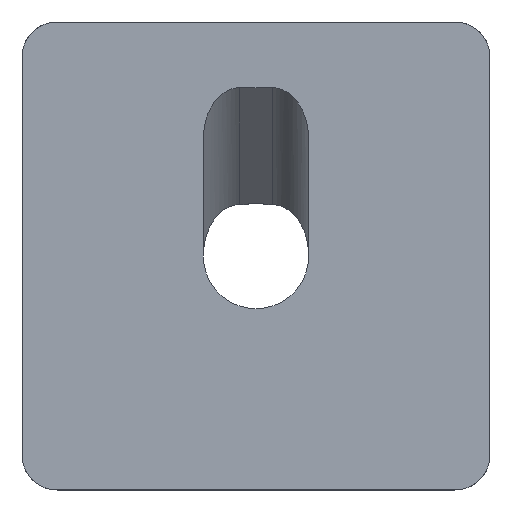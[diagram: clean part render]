
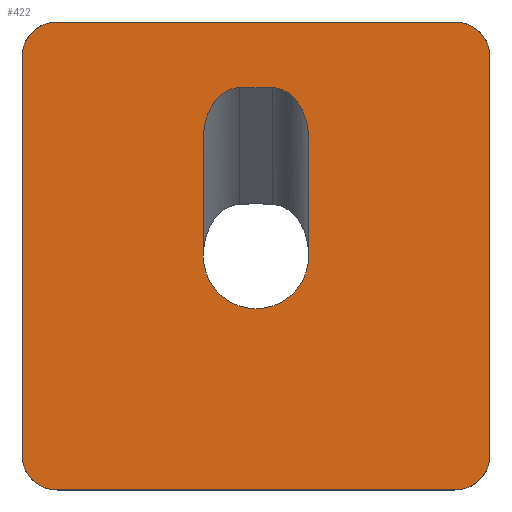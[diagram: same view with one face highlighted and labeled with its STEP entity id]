
A CAD part, front view. The second image highlights one B-rep face of the part: STEP entity #422.
In plain terms, the highlighted planar face has unit normal (0, -1, 0).
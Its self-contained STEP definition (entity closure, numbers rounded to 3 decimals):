
#8 = AXIS2_PLACEMENT_3D ( 'NONE', #745, #986, #423 ) ;
#9 = CARTESIAN_POINT ( 'NONE',  ( 0., 0., -4.5 ) ) ;
#12 = DIRECTION ( 'NONE',  ( 1., 0., 0. ) ) ;
#14 = EDGE_CURVE ( 'NONE', #709, #97, #128, .T. ) ;
#23 = DIRECTION ( 'NONE',  ( 0., 0., -1. ) ) ;
#37 = CARTESIAN_POINT ( 'NONE',  ( 20., 0., -17. ) ) ;
#43 = CARTESIAN_POINT ( 'NONE',  ( 0., 0., 0. ) ) ;
#52 = VERTEX_POINT ( 'NONE', #580 ) ;
#53 = AXIS2_PLACEMENT_3D ( 'NONE', #504, #339, #23 ) ;
#59 = CARTESIAN_POINT ( 'NONE',  ( -4.5, 0., 10. ) ) ;
#63 = DIRECTION ( 'NONE',  ( -1., 0., 0. ) ) ;
#64 = DIRECTION ( 'NONE',  ( 0., 0., 1. ) ) ;
#82 = ORIENTED_EDGE ( 'NONE', *, *, #650, .F. ) ;
#96 = EDGE_CURVE ( 'NONE', #573, #52, #766, .T. ) ;
#97 = VERTEX_POINT ( 'NONE', #196 ) ;
#111 = VERTEX_POINT ( 'NONE', #126 ) ;
#112 = CARTESIAN_POINT ( 'NONE',  ( 1.4, 0., 14.384 ) ) ;
#114 = EDGE_CURVE ( 'NONE', #849, #789, #714, .T. ) ;
#120 = VERTEX_POINT ( 'NONE', #922 ) ;
#126 = CARTESIAN_POINT ( 'NONE',  ( -17., 0., -20. ) ) ;
#128 = CIRCLE ( 'NONE', #53, 3. ) ;
#129 = VERTEX_POINT ( 'NONE', #925 ) ;
#133 = CARTESIAN_POINT ( 'NONE',  ( 17., 0., -17. ) ) ;
#147 = ORIENTED_EDGE ( 'NONE', *, *, #114, .F. ) ;
#150 = EDGE_LOOP ( 'NONE', ( #525, #560, #624, #470, #381, #147, #202 ) ) ;
#179 = CARTESIAN_POINT ( 'NONE',  ( -20., 0., 17. ) ) ;
#180 = DIRECTION ( 'NONE',  ( 0., 1., 0. ) ) ;
#196 = CARTESIAN_POINT ( 'NONE',  ( 20., 0., 17. ) ) ;
#202 = ORIENTED_EDGE ( 'NONE', *, *, #568, .F. ) ;
#205 = VERTEX_POINT ( 'NONE', #298 ) ;
#214 = VERTEX_POINT ( 'NONE', #59 ) ;
#232 = CARTESIAN_POINT ( 'NONE',  ( 1.4, 0., 14.384 ) ) ;
#234 = EDGE_CURVE ( 'NONE', #129, #757, #961, .T. ) ;
#238 = CARTESIAN_POINT ( 'NONE',  ( 4.5, 0., 12.568 ) ) ;
#239 = VECTOR ( 'NONE', #64, 1000. ) ;
#246 = AXIS2_PLACEMENT_3D ( 'NONE', #562, #711, #1026 ) ;
#247 = PLANE ( 'NONE',  #309 ) ;
#253 =( BOUNDED_CURVE ( )  B_SPLINE_CURVE ( 3, ( #946, #471, #464, #538 ),
 .UNSPECIFIED., .F., .T. ) 
 B_SPLINE_CURVE_WITH_KNOTS ( ( 4, 4 ),
 ( 3.142, 4.712 ),
 .UNSPECIFIED. ) 
 CURVE ( )  GEOMETRIC_REPRESENTATION_ITEM ( )  RATIONAL_B_SPLINE_CURVE ( ( 1., 0.805, 0.805, 1. ) ) 
 REPRESENTATION_ITEM ( '' )  );
#277 = CIRCLE ( 'NONE', #8, 3. ) ;
#285 = DIRECTION ( 'NONE',  ( -1., 0., 0. ) ) ;
#298 = CARTESIAN_POINT ( 'NONE',  ( -20., 0., 17. ) ) ;
#305 = EDGE_CURVE ( 'NONE', #1022, #111, #848, .T. ) ;
#309 = AXIS2_PLACEMENT_3D ( 'NONE', #808, #649, #583 ) ;
#318 = ORIENTED_EDGE ( 'NONE', *, *, #941, .F. ) ;
#319 = EDGE_CURVE ( 'NONE', #789, #129, #644, .T. ) ;
#325 = VECTOR ( 'NONE', #672, 1000. ) ;
#326 = FACE_OUTER_BOUND ( 'NONE', #449, .T. ) ;
#334 = CARTESIAN_POINT ( 'NONE',  ( -17., 0., 20. ) ) ;
#337 = LINE ( 'NONE', #883, #366 ) ;
#339 = DIRECTION ( 'NONE',  ( 0., 1., 0. ) ) ;
#366 = VECTOR ( 'NONE', #12, 1000. ) ;
#370 = DIRECTION ( 'NONE',  ( 0., 0., -1. ) ) ;
#381 = ORIENTED_EDGE ( 'NONE', *, *, #319, .F. ) ;
#384 = AXIS2_PLACEMENT_3D ( 'NONE', #43, #841, #370 ) ;
#421 = DIRECTION ( 'NONE',  ( 0., 0., 1. ) ) ;
#422 = ADVANCED_FACE ( 'NONE', ( #622, #326 ), #247, .F. ) ;
#423 = DIRECTION ( 'NONE',  ( 0., 0., -1. ) ) ;
#441 =( BOUNDED_CURVE ( )  B_SPLINE_CURVE ( 3, ( #724, #238, #475, #232 ),
 .UNSPECIFIED., .F., .F. ) 
 B_SPLINE_CURVE_WITH_KNOTS ( ( 4, 4 ),
 ( 1.571, 3.142 ),
 .UNSPECIFIED. ) 
 CURVE ( )  GEOMETRIC_REPRESENTATION_ITEM ( )  RATIONAL_B_SPLINE_CURVE ( ( 1., 0.805, 0.805, 1. ) ) 
 REPRESENTATION_ITEM ( '' )  );
#449 = EDGE_LOOP ( 'NONE', ( #634, #878, #954, #791, #832, #82, #584, #318 ) ) ;
#456 = VERTEX_POINT ( 'NONE', #334 ) ;
#464 = CARTESIAN_POINT ( 'NONE',  ( -4.5, 0., 12.568 ) ) ;
#470 = ORIENTED_EDGE ( 'NONE', *, *, #234, .F. ) ;
#471 = CARTESIAN_POINT ( 'NONE',  ( -3.216, 0., 14.384 ) ) ;
#475 = CARTESIAN_POINT ( 'NONE',  ( 3.216, 0., 14.384 ) ) ;
#504 = CARTESIAN_POINT ( 'NONE',  ( 17., 0., 17. ) ) ;
#506 = VECTOR ( 'NONE', #421, 1000. ) ;
#519 = EDGE_CURVE ( 'NONE', #205, #456, #277, .T. ) ;
#525 = ORIENTED_EDGE ( 'NONE', *, *, #688, .F. ) ;
#538 = CARTESIAN_POINT ( 'NONE',  ( -4.5, 0., 10. ) ) ;
#549 = EDGE_CURVE ( 'NONE', #111, #942, #694, .T. ) ;
#555 = VECTOR ( 'NONE', #1019, 1000. ) ;
#560 = ORIENTED_EDGE ( 'NONE', *, *, #96, .F. ) ;
#562 = CARTESIAN_POINT ( 'NONE',  ( 0., 0., 0. ) ) ;
#568 = EDGE_CURVE ( 'NONE', #214, #849, #821, .T. ) ;
#573 = VERTEX_POINT ( 'NONE', #112 ) ;
#580 = CARTESIAN_POINT ( 'NONE',  ( -1.4, 0., 14.384 ) ) ;
#583 = DIRECTION ( 'NONE',  ( 0., 0., 1. ) ) ;
#584 = ORIENTED_EDGE ( 'NONE', *, *, #14, .F. ) ;
#607 = CARTESIAN_POINT ( 'NONE',  ( 17., 0., 20. ) ) ;
#609 = CARTESIAN_POINT ( 'NONE',  ( 0., 0., 14.384 ) ) ;
#622 = FACE_BOUND ( 'NONE', #150, .T. ) ;
#624 = ORIENTED_EDGE ( 'NONE', *, *, #823, .F. ) ;
#633 = VECTOR ( 'NONE', #63, 1000. ) ;
#634 = ORIENTED_EDGE ( 'NONE', *, *, #519, .F. ) ;
#644 = CIRCLE ( 'NONE', #246, 4.5 ) ;
#649 = DIRECTION ( 'NONE',  ( 0., 1., 0. ) ) ;
#650 = EDGE_CURVE ( 'NONE', #97, #120, #764, .T. ) ;
#657 = VECTOR ( 'NONE', #285, 1000. ) ;
#672 = DIRECTION ( 'NONE',  ( 0., 0., -1. ) ) ;
#688 = EDGE_CURVE ( 'NONE', #52, #214, #253, .T. ) ;
#694 = CIRCLE ( 'NONE', #704, 3. ) ;
#699 = EDGE_CURVE ( 'NONE', #120, #1022, #873, .T. ) ;
#700 = CARTESIAN_POINT ( 'NONE',  ( -17., 0., -20. ) ) ;
#701 = DIRECTION ( 'NONE',  ( 0., 0., -1. ) ) ;
#704 = AXIS2_PLACEMENT_3D ( 'NONE', #981, #180, #818 ) ;
#709 = VERTEX_POINT ( 'NONE', #607 ) ;
#711 = DIRECTION ( 'NONE',  ( 0., -1., 0. ) ) ;
#714 = CIRCLE ( 'NONE', #384, 4.5 ) ;
#722 = AXIS2_PLACEMENT_3D ( 'NONE', #133, #854, #701 ) ;
#724 = CARTESIAN_POINT ( 'NONE',  ( 4.5, 0., 10. ) ) ;
#745 = CARTESIAN_POINT ( 'NONE',  ( -17., 0., 17. ) ) ;
#747 = CARTESIAN_POINT ( 'NONE',  ( 17., 0., -20. ) ) ;
#757 = VERTEX_POINT ( 'NONE', #870 ) ;
#764 = LINE ( 'NONE', #37, #555 ) ;
#766 = LINE ( 'NONE', #609, #657 ) ;
#789 = VERTEX_POINT ( 'NONE', #9 ) ;
#791 = ORIENTED_EDGE ( 'NONE', *, *, #305, .F. ) ;
#795 = LINE ( 'NONE', #179, #506 ) ;
#808 = CARTESIAN_POINT ( 'NONE',  ( 0., 0., 0. ) ) ;
#818 = DIRECTION ( 'NONE',  ( 0., 0., -1. ) ) ;
#821 = LINE ( 'NONE', #991, #325 ) ;
#823 = EDGE_CURVE ( 'NONE', #757, #573, #441, .T. ) ;
#832 = ORIENTED_EDGE ( 'NONE', *, *, #699, .F. ) ;
#841 = DIRECTION ( 'NONE',  ( 0., -1., 0. ) ) ;
#848 = LINE ( 'NONE', #700, #633 ) ;
#849 = VERTEX_POINT ( 'NONE', #963 ) ;
#854 = DIRECTION ( 'NONE',  ( 0., 1., 0. ) ) ;
#858 = CARTESIAN_POINT ( 'NONE',  ( 4.5, 0., 0. ) ) ;
#870 = CARTESIAN_POINT ( 'NONE',  ( 4.5, 0., 10. ) ) ;
#873 = CIRCLE ( 'NONE', #722, 3. ) ;
#878 = ORIENTED_EDGE ( 'NONE', *, *, #884, .F. ) ;
#883 = CARTESIAN_POINT ( 'NONE',  ( 17., 0., 20. ) ) ;
#884 = EDGE_CURVE ( 'NONE', #942, #205, #795, .T. ) ;
#895 = CARTESIAN_POINT ( 'NONE',  ( -20., 0., -17. ) ) ;
#922 = CARTESIAN_POINT ( 'NONE',  ( 20., 0., -17. ) ) ;
#925 = CARTESIAN_POINT ( 'NONE',  ( 4.5, 0., 0. ) ) ;
#941 = EDGE_CURVE ( 'NONE', #456, #709, #337, .T. ) ;
#942 = VERTEX_POINT ( 'NONE', #895 ) ;
#946 = CARTESIAN_POINT ( 'NONE',  ( -1.4, 0., 14.384 ) ) ;
#954 = ORIENTED_EDGE ( 'NONE', *, *, #549, .F. ) ;
#961 = LINE ( 'NONE', #858, #239 ) ;
#963 = CARTESIAN_POINT ( 'NONE',  ( -4.5, 0., 0. ) ) ;
#981 = CARTESIAN_POINT ( 'NONE',  ( -17., 0., -17. ) ) ;
#986 = DIRECTION ( 'NONE',  ( 0., 1., 0. ) ) ;
#991 = CARTESIAN_POINT ( 'NONE',  ( -4.5, 0., 0. ) ) ;
#1019 = DIRECTION ( 'NONE',  ( 0., 0., -1. ) ) ;
#1022 = VERTEX_POINT ( 'NONE', #747 ) ;
#1026 = DIRECTION ( 'NONE',  ( 0., 0., -1. ) ) ;
